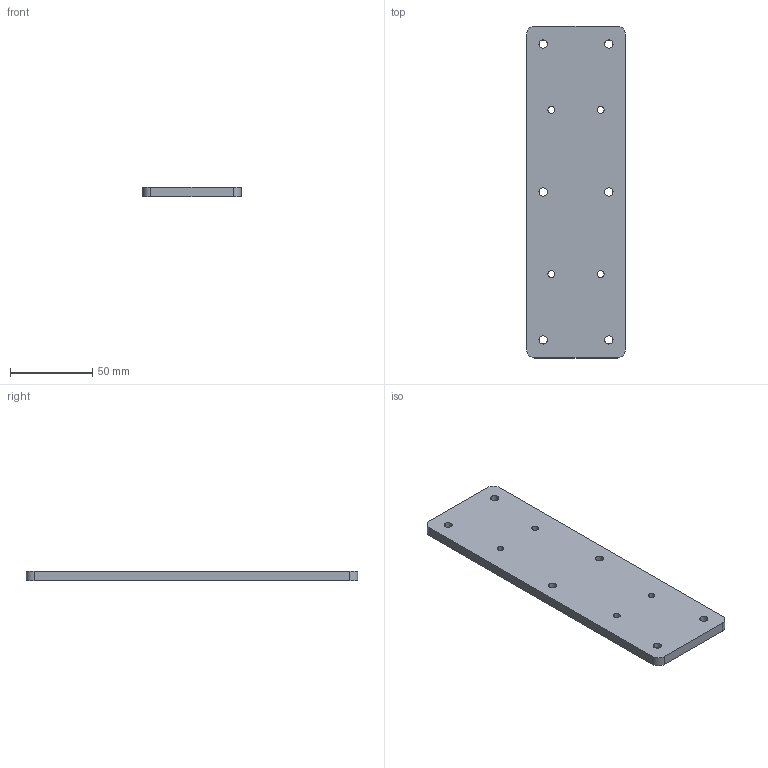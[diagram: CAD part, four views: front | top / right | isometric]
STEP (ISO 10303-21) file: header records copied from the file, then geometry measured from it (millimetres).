
FILE_DESCRIPTION((''),'2;1');
FILE_NAME('JKK-2060-ADAPTER','2024-12-10T07:28:43',(''),(''),'CREO PARAMETRIC BY PTC INC, 2023424','CREO PARAMETRIC BY PTC INC, 2023424','');
FILE_SCHEMA(('CONFIG_CONTROL_DESIGN'));
Length unit declared in the file: millimetre
Products named in the file (1): JKK-2060-ADAPTER
Bounding box: 60 x 202 x 6 mm (x, y, z)
Volume: 71076.8 mm3; surface area: 27732.9 mm2
Topology: 1 solids, 1 shells, 42 faces, 120 edges, 80 vertices
Faces by surface type: cylinder 24, cone 12, plane 6
Entity records: 1494 total; most frequent: DIRECTION 276, CARTESIAN_POINT 242, ORIENTED_EDGE 240, EDGE_CURVE 120, AXIS2_PLACEMENT_3D 114, VERTEX_POINT 80, CIRCLE 72, EDGE_LOOP 62
